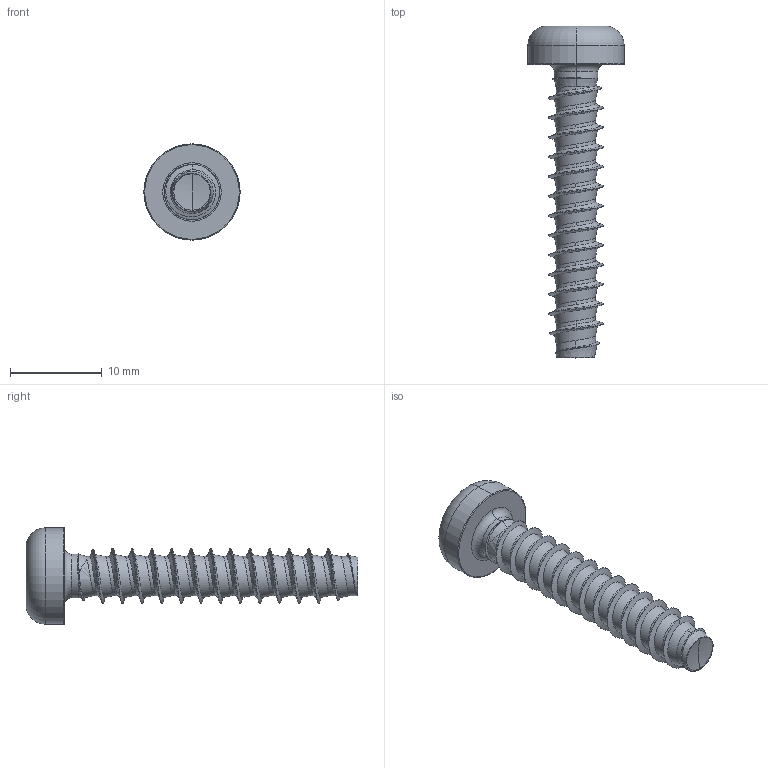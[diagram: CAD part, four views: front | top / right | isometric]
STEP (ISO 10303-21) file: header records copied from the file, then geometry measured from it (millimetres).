
FILE_DESCRIPTION (( 'STEP AP203' ), '1' );
FILE_NAME ('STP420600320.STEP', '2020-09-22T14:18:18', ( '' ), ( '' ), 'SwSTEP 2.0', 'SolidWorks 2015', '' );
FILE_SCHEMA (( 'CONFIG_CONTROL_DESIGN' ));
Length unit declared in the file: millimetre
Products named in the file (2): STP420600320
Bounding box: 10.5 x 36.19 x 10.5 mm (x, y, z)
Volume: 831.8 mm3; surface area: 1033.2 mm2
Topology: 1 solids, 1 shells, 118 faces, 292 edges, 178 vertices
Faces by surface type: cylinder 55, bspline 35, cone 11, torus 10, sphere 4, plane 3
Entity records: 24704 total; most frequent: CARTESIAN_POINT 22163, ORIENTED_EDGE 584, DIRECTION 388, EDGE_CURVE 292, VERTEX_POINT 178, AXIS2_PLACEMENT_3D 159, B_SPLINE_CURVE_WITH_KNOTS 120, EDGE_LOOP 120
